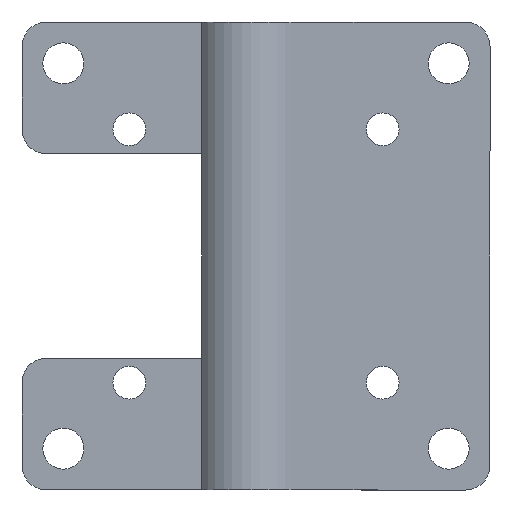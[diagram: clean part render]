
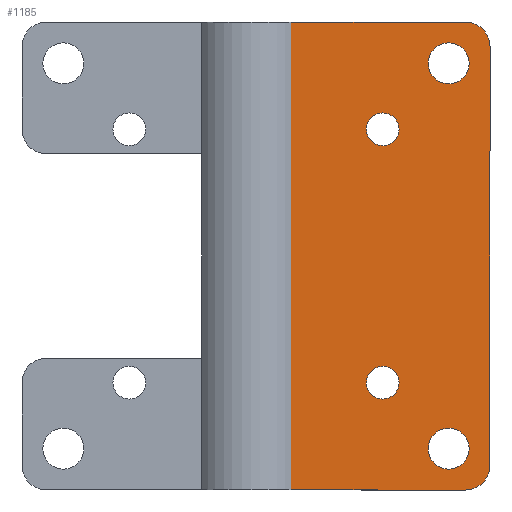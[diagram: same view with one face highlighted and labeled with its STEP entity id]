
A CAD part, front view. The second image highlights one B-rep face of the part: STEP entity #1185.
In plain terms, the highlighted planar face has unit normal (0, -1, 0).
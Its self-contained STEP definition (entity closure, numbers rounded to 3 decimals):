
#28 = AXIS2_PLACEMENT_3D ( 'NONE', #2577, #1530, #723 ) ;
#41 = VERTEX_POINT ( 'NONE', #1554 ) ;
#47 = CARTESIAN_POINT ( 'NONE',  ( 23.57, 0., 23.57 ) ) ;
#74 = EDGE_LOOP ( 'NONE', ( #168, #106 ) ) ;
#106 = ORIENTED_EDGE ( 'NONE', *, *, #1562, .T. ) ;
#109 = DIRECTION ( 'NONE',  ( 0., 0., 1. ) ) ;
#123 = VERTEX_POINT ( 'NONE', #3610 ) ;
#143 = ORIENTED_EDGE ( 'NONE', *, *, #2267, .T. ) ;
#165 = EDGE_CURVE ( 'NONE', #3203, #1109, #1925, .T. ) ;
#166 = AXIS2_PLACEMENT_3D ( 'NONE', #47, #2274, #3400 ) ;
#168 = ORIENTED_EDGE ( 'NONE', *, *, #2362, .T. ) ;
#197 = VERTEX_POINT ( 'NONE', #540 ) ;
#217 = VERTEX_POINT ( 'NONE', #1348 ) ;
#221 = CIRCLE ( 'NONE', #2913, 2. ) ;
#246 = DIRECTION ( 'NONE',  ( 0., 1., 0. ) ) ;
#268 = VERTEX_POINT ( 'NONE', #2281 ) ;
#289 = ORIENTED_EDGE ( 'NONE', *, *, #3613, .T. ) ;
#296 = EDGE_CURVE ( 'NONE', #41, #3336, #3099, .T. ) ;
#326 = VERTEX_POINT ( 'NONE', #327 ) ;
#327 = CARTESIAN_POINT ( 'NONE',  ( 15.5, 0., 17.5 ) ) ;
#367 = CARTESIAN_POINT ( 'NONE',  ( 28.625, 0., 25.625 ) ) ;
#457 = PLANE ( 'NONE',  #3491 ) ;
#497 = LINE ( 'NONE', #3532, #2496 ) ;
#540 = CARTESIAN_POINT ( 'NONE',  ( 15.5, 0., -17.5 ) ) ;
#553 = VECTOR ( 'NONE', #3338, 1000. ) ;
#556 = ORIENTED_EDGE ( 'NONE', *, *, #714, .T. ) ;
#597 = DIRECTION ( 'NONE',  ( -1., 0., 0. ) ) ;
#599 = EDGE_CURVE ( 'NONE', #2852, #3203, #2300, .T. ) ;
#622 = ORIENTED_EDGE ( 'NONE', *, *, #1987, .F. ) ;
#698 = CARTESIAN_POINT ( 'NONE',  ( 4.249, 0., 28.625 ) ) ;
#714 = EDGE_CURVE ( 'NONE', #755, #197, #1308, .T. ) ;
#723 = DIRECTION ( 'NONE',  ( 0., 0., 1. ) ) ;
#755 = VERTEX_POINT ( 'NONE', #2311 ) ;
#782 = ORIENTED_EDGE ( 'NONE', *, *, #1498, .T. ) ;
#811 = DIRECTION ( 'NONE',  ( 0., 0., 1. ) ) ;
#820 = EDGE_LOOP ( 'NONE', ( #143, #289 ) ) ;
#848 = CIRCLE ( 'NONE', #1200, 2.5 ) ;
#963 = FACE_BOUND ( 'NONE', #3611, .T. ) ;
#999 = CARTESIAN_POINT ( 'NONE',  ( 4.249, 0., -28.625 ) ) ;
#1109 = VERTEX_POINT ( 'NONE', #1410 ) ;
#1137 = DIRECTION ( 'NONE',  ( 0., 0., -1. ) ) ;
#1171 = DIRECTION ( 'NONE',  ( 0., -1., 0. ) ) ;
#1185 = ADVANCED_FACE ( 'NONE', ( #3508, #1841, #963, #3468, #2848 ), #457, .T. ) ;
#1200 = AXIS2_PLACEMENT_3D ( 'NONE', #2433, #3558, #2151 ) ;
#1239 = DIRECTION ( 'NONE',  ( 0., 0., 1. ) ) ;
#1252 = EDGE_CURVE ( 'NONE', #3405, #3336, #2689, .T. ) ;
#1294 = CARTESIAN_POINT ( 'NONE',  ( 4.249, 0., 39.842 ) ) ;
#1308 = CIRCLE ( 'NONE', #2593, 2. ) ;
#1320 = CARTESIAN_POINT ( 'NONE',  ( 23.57, 0., 21.07 ) ) ;
#1322 = CIRCLE ( 'NONE', #3385, 2. ) ;
#1324 = EDGE_CURVE ( 'NONE', #268, #123, #848, .T. ) ;
#1348 = CARTESIAN_POINT ( 'NONE',  ( 15.5, 0., 13.5 ) ) ;
#1410 = CARTESIAN_POINT ( 'NONE',  ( 28.625, 0., -25.625 ) ) ;
#1414 = DIRECTION ( 'NONE',  ( 0., 1., 0. ) ) ;
#1451 = CARTESIAN_POINT ( 'NONE',  ( 25.625, 0., -25.625 ) ) ;
#1455 = CARTESIAN_POINT ( 'NONE',  ( 25.625, 0., 25.625 ) ) ;
#1467 = CARTESIAN_POINT ( 'NONE',  ( 15.5, 0., -15.5 ) ) ;
#1498 = EDGE_CURVE ( 'NONE', #123, #268, #2713, .T. ) ;
#1522 = DIRECTION ( 'NONE',  ( 0., 1., 0. ) ) ;
#1530 = DIRECTION ( 'NONE',  ( 0., 1., 0. ) ) ;
#1544 = VECTOR ( 'NONE', #597, 1000. ) ;
#1554 = CARTESIAN_POINT ( 'NONE',  ( 25.625, 0., -28.625 ) ) ;
#1556 = CIRCLE ( 'NONE', #3377, 2.5 ) ;
#1562 = EDGE_CURVE ( 'NONE', #326, #217, #3135, .T. ) ;
#1599 = CARTESIAN_POINT ( 'NONE',  ( 28.625, 0., -25.625 ) ) ;
#1841 = FACE_BOUND ( 'NONE', #74, .T. ) ;
#1888 = AXIS2_PLACEMENT_3D ( 'NONE', #1455, #1414, #1137 ) ;
#1895 = CARTESIAN_POINT ( 'NONE',  ( 23.57, 0., 26.07 ) ) ;
#1925 = LINE ( 'NONE', #1599, #3016 ) ;
#1960 = CIRCLE ( 'NONE', #2028, 3. ) ;
#1987 = EDGE_CURVE ( 'NONE', #3405, #2852, #497, .T. ) ;
#2009 = DIRECTION ( 'NONE',  ( 0., 1., 0. ) ) ;
#2010 = VERTEX_POINT ( 'NONE', #1320 ) ;
#2028 = AXIS2_PLACEMENT_3D ( 'NONE', #3159, #2305, #2619 ) ;
#2099 = ORIENTED_EDGE ( 'NONE', *, *, #599, .F. ) ;
#2127 = CARTESIAN_POINT ( 'NONE',  ( 25.625, 0., 28.625 ) ) ;
#2151 = DIRECTION ( 'NONE',  ( 0., 0., 1. ) ) ;
#2154 = ORIENTED_EDGE ( 'NONE', *, *, #165, .F. ) ;
#2197 = DIRECTION ( 'NONE',  ( 1., 0., 0. ) ) ;
#2267 = EDGE_CURVE ( 'NONE', #2010, #3062, #3615, .T. ) ;
#2274 = DIRECTION ( 'NONE',  ( 0., 1., 0. ) ) ;
#2281 = CARTESIAN_POINT ( 'NONE',  ( 23.57, 0., -21.07 ) ) ;
#2290 = CARTESIAN_POINT ( 'NONE',  ( 15.5, 0., -15.5 ) ) ;
#2300 = CIRCLE ( 'NONE', #1888, 3. ) ;
#2305 = DIRECTION ( 'NONE',  ( 0., 1., 0. ) ) ;
#2311 = CARTESIAN_POINT ( 'NONE',  ( 15.5, 0., -13.5 ) ) ;
#2324 = EDGE_CURVE ( 'NONE', #1109, #41, #1960, .T. ) ;
#2338 = DIRECTION ( 'NONE',  ( 0., 0., -1. ) ) ;
#2344 = EDGE_CURVE ( 'NONE', #197, #755, #221, .T. ) ;
#2353 = DIRECTION ( 'NONE',  ( 0., 1., 0. ) ) ;
#2362 = EDGE_CURVE ( 'NONE', #217, #326, #1322, .T. ) ;
#2433 = CARTESIAN_POINT ( 'NONE',  ( 23.57, 0., -23.57 ) ) ;
#2482 = AXIS2_PLACEMENT_3D ( 'NONE', #3242, #2353, #109 ) ;
#2496 = VECTOR ( 'NONE', #2197, 1000. ) ;
#2577 = CARTESIAN_POINT ( 'NONE',  ( 23.57, 0., -23.57 ) ) ;
#2593 = AXIS2_PLACEMENT_3D ( 'NONE', #2290, #1522, #3175 ) ;
#2619 = DIRECTION ( 'NONE',  ( 0., 0., -1. ) ) ;
#2638 = DIRECTION ( 'NONE',  ( 0., 0., 1. ) ) ;
#2689 = LINE ( 'NONE', #1294, #553 ) ;
#2692 = ORIENTED_EDGE ( 'NONE', *, *, #1324, .T. ) ;
#2713 = CIRCLE ( 'NONE', #28, 2.5 ) ;
#2720 = DIRECTION ( 'NONE',  ( 0., 0., -1. ) ) ;
#2753 = CARTESIAN_POINT ( 'NONE',  ( 23.57, 0., 23.57 ) ) ;
#2848 = FACE_BOUND ( 'NONE', #820, .T. ) ;
#2852 = VERTEX_POINT ( 'NONE', #2127 ) ;
#2899 = DIRECTION ( 'NONE',  ( 0., 1., 0. ) ) ;
#2913 = AXIS2_PLACEMENT_3D ( 'NONE', #1467, #2009, #1239 ) ;
#2924 = CARTESIAN_POINT ( 'NONE',  ( 15.5, 0., 15.5 ) ) ;
#2935 = EDGE_LOOP ( 'NONE', ( #3110, #3120, #3383, #2154, #2099, #622 ) ) ;
#2954 = ORIENTED_EDGE ( 'NONE', *, *, #2344, .T. ) ;
#3016 = VECTOR ( 'NONE', #2720, 1000. ) ;
#3062 = VERTEX_POINT ( 'NONE', #1895 ) ;
#3099 = LINE ( 'NONE', #3131, #1544 ) ;
#3110 = ORIENTED_EDGE ( 'NONE', *, *, #1252, .T. ) ;
#3113 = EDGE_LOOP ( 'NONE', ( #2954, #556 ) ) ;
#3120 = ORIENTED_EDGE ( 'NONE', *, *, #296, .F. ) ;
#3131 = CARTESIAN_POINT ( 'NONE',  ( 25.625, 0., -28.625 ) ) ;
#3135 = CIRCLE ( 'NONE', #2482, 2. ) ;
#3159 = CARTESIAN_POINT ( 'NONE',  ( 25.625, 0., -25.625 ) ) ;
#3175 = DIRECTION ( 'NONE',  ( 0., 0., 1. ) ) ;
#3203 = VERTEX_POINT ( 'NONE', #367 ) ;
#3242 = CARTESIAN_POINT ( 'NONE',  ( 15.5, 0., 15.5 ) ) ;
#3336 = VERTEX_POINT ( 'NONE', #999 ) ;
#3338 = DIRECTION ( 'NONE',  ( 0., 0., -1. ) ) ;
#3377 = AXIS2_PLACEMENT_3D ( 'NONE', #2753, #246, #811 ) ;
#3383 = ORIENTED_EDGE ( 'NONE', *, *, #2324, .F. ) ;
#3385 = AXIS2_PLACEMENT_3D ( 'NONE', #2924, #2899, #2638 ) ;
#3400 = DIRECTION ( 'NONE',  ( 0., 0., 1. ) ) ;
#3405 = VERTEX_POINT ( 'NONE', #698 ) ;
#3468 = FACE_BOUND ( 'NONE', #3113, .T. ) ;
#3491 = AXIS2_PLACEMENT_3D ( 'NONE', #1451, #1171, #2338 ) ;
#3508 = FACE_OUTER_BOUND ( 'NONE', #2935, .T. ) ;
#3532 = CARTESIAN_POINT ( 'NONE',  ( 25.625, 0., 28.625 ) ) ;
#3558 = DIRECTION ( 'NONE',  ( 0., 1., 0. ) ) ;
#3610 = CARTESIAN_POINT ( 'NONE',  ( 23.57, 0., -26.07 ) ) ;
#3611 = EDGE_LOOP ( 'NONE', ( #782, #2692 ) ) ;
#3613 = EDGE_CURVE ( 'NONE', #3062, #2010, #1556, .T. ) ;
#3615 = CIRCLE ( 'NONE', #166, 2.5 ) ;
